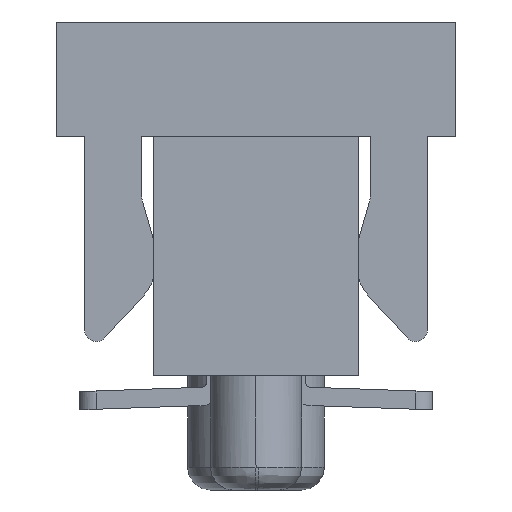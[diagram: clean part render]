
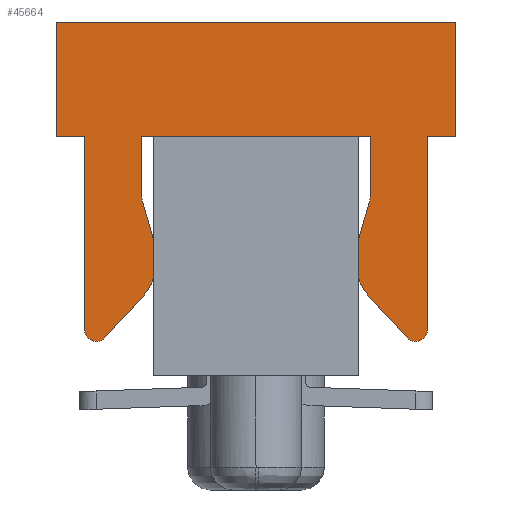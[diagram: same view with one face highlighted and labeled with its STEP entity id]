
A CAD part, left-side view. The second image highlights one B-rep face of the part: STEP entity #45664.
In plain terms, the highlighted planar face has unit normal (-1, 0, 0).
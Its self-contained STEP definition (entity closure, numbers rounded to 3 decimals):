
#45144=CARTESIAN_POINT('',(-3.,-1.75,2.05));
#45145=VERTEX_POINT('',#45144);
#45152=CARTESIAN_POINT('',(-3.,-1.75,1.05));
#45153=VERTEX_POINT('',#45152);
#45154=CARTESIAN_POINT('',(-3.,-1.75,2.05));
#45155=DIRECTION('',(0.,0.,-1.));
#45156=VECTOR('',#45155,1.);
#45157=LINE('',#45154,#45156);
#45158=EDGE_CURVE('',#45145,#45153,#45157,.T.);
#45174=CARTESIAN_POINT('',(-3.,-1.5,1.05));
#45175=VERTEX_POINT('',#45174);
#45176=CARTESIAN_POINT('',(-3.,-1.75,1.05));
#45177=DIRECTION('',(0.,1.,0.));
#45178=VECTOR('',#45177,0.25);
#45179=LINE('',#45176,#45178);
#45180=EDGE_CURVE('',#45153,#45175,#45179,.T.);
#45451=CARTESIAN_POINT('',(-3.,1.75,2.05));
#45452=VERTEX_POINT('',#45451);
#45459=CARTESIAN_POINT('',(-3.,1.75,2.05));
#45460=DIRECTION('',(0.,-1.,0.));
#45461=VECTOR('',#45460,3.5);
#45462=LINE('',#45459,#45461);
#45463=EDGE_CURVE('',#45452,#45145,#45462,.T.);
#45514=CARTESIAN_POINT('',(-3.,-1.75,-0.75));
#45515=DIRECTION('',(0.,0.,1.));
#45516=DIRECTION('',(-1.,0.,0.));
#45517=AXIS2_PLACEMENT_3D('',#45514,#45516,#45515);
#45518=PLANE('',#45517);
#45519=CARTESIAN_POINT('',(-3.,-1.,0.521));
#45520=VERTEX_POINT('',#45519);
#45521=CARTESIAN_POINT('',(-3.,-0.994,0.479));
#45522=VERTEX_POINT('',#45521);
#45523=CARTESIAN_POINT('',(-3.,-0.85,0.521));
#45524=DIRECTION('',(0.,-1.,0.));
#45525=DIRECTION('',(1.,0.,0.));
#45526=AXIS2_PLACEMENT_3D('',#45523,#45525,#45524);
#45527=CIRCLE('',#45526,0.15);
#45528=EDGE_CURVE('',#45520,#45522,#45527,.T.);
#45529=ORIENTED_EDGE('',*,*,#45528,.T.);
#45530=CARTESIAN_POINT('',(-3.,-0.888,0.108));
#45531=VERTEX_POINT('',#45530);
#45532=CARTESIAN_POINT('',(-3.,-0.994,0.479));
#45533=DIRECTION('',(0.,0.276,-0.961));
#45534=VECTOR('',#45533,0.386);
#45535=LINE('',#45532,#45534);
#45536=EDGE_CURVE('',#45522,#45531,#45535,.T.);
#45537=ORIENTED_EDGE('',*,*,#45536,.T.);
#45538=CARTESIAN_POINT('',(-3.,-1.003,-0.371));
#45539=VERTEX_POINT('',#45538);
#45540=CARTESIAN_POINT('',(-3.,-1.368,-0.03));
#45541=DIRECTION('',(0.,0.961,0.276));
#45542=DIRECTION('',(-1.,0.,0.));
#45543=AXIS2_PLACEMENT_3D('',#45540,#45542,#45541);
#45544=CIRCLE('',#45543,0.5);
#45545=EDGE_CURVE('',#45531,#45539,#45544,.T.);
#45546=ORIENTED_EDGE('',*,*,#45545,.T.);
#45547=CARTESIAN_POINT('',(-3.,-1.327,-0.718));
#45548=VERTEX_POINT('',#45547);
#45549=CARTESIAN_POINT('',(-3.,-1.003,-0.371));
#45550=DIRECTION('',(0.,-0.682,-0.731));
#45551=VECTOR('',#45550,0.475);
#45552=LINE('',#45549,#45551);
#45553=EDGE_CURVE('',#45539,#45548,#45552,.T.);
#45554=ORIENTED_EDGE('',*,*,#45553,.T.);
#45555=CARTESIAN_POINT('',(-3.,-1.5,-0.65));
#45556=VERTEX_POINT('',#45555);
#45557=CARTESIAN_POINT('',(-3.,-1.4,-0.65));
#45558=DIRECTION('',(0.,0.731,-0.682));
#45559=DIRECTION('',(-1.,0.,0.));
#45560=AXIS2_PLACEMENT_3D('',#45557,#45559,#45558);
#45561=CIRCLE('',#45560,0.1);
#45562=EDGE_CURVE('',#45548,#45556,#45561,.T.);
#45563=ORIENTED_EDGE('',*,*,#45562,.T.);
#45564=CARTESIAN_POINT('',(-3.,-1.5,-0.65));
#45565=DIRECTION('',(0.,0.,1.));
#45566=VECTOR('',#45565,1.7);
#45567=LINE('',#45564,#45566);
#45568=EDGE_CURVE('',#45556,#45175,#45567,.T.);
#45569=ORIENTED_EDGE('',*,*,#45568,.T.);
#45570=ORIENTED_EDGE('',*,*,#45180,.F.);
#45571=ORIENTED_EDGE('',*,*,#45158,.F.);
#45572=ORIENTED_EDGE('',*,*,#45463,.F.);
#45573=CARTESIAN_POINT('',(-3.,1.75,1.05));
#45574=VERTEX_POINT('',#45573);
#45575=CARTESIAN_POINT('',(-3.,1.75,2.05));
#45576=DIRECTION('',(0.,0.,-1.));
#45577=VECTOR('',#45576,1.);
#45578=LINE('',#45575,#45577);
#45579=EDGE_CURVE('',#45452,#45574,#45578,.T.);
#45580=ORIENTED_EDGE('',*,*,#45579,.T.);
#45581=CARTESIAN_POINT('',(-3.,1.5,1.05));
#45582=VERTEX_POINT('',#45581);
#45583=CARTESIAN_POINT('',(-3.,1.75,1.05));
#45584=DIRECTION('',(0.,-1.,0.));
#45585=VECTOR('',#45584,0.25);
#45586=LINE('',#45583,#45585);
#45587=EDGE_CURVE('',#45574,#45582,#45586,.T.);
#45588=ORIENTED_EDGE('',*,*,#45587,.T.);
#45589=CARTESIAN_POINT('',(-3.,1.5,-0.65));
#45590=VERTEX_POINT('',#45589);
#45591=CARTESIAN_POINT('',(-3.,1.5,1.05));
#45592=DIRECTION('',(0.,0.,-1.));
#45593=VECTOR('',#45592,1.7);
#45594=LINE('',#45591,#45593);
#45595=EDGE_CURVE('',#45582,#45590,#45594,.T.);
#45596=ORIENTED_EDGE('',*,*,#45595,.T.);
#45597=CARTESIAN_POINT('',(-3.,1.327,-0.718));
#45598=VERTEX_POINT('',#45597);
#45599=CARTESIAN_POINT('',(-3.,1.4,-0.65));
#45600=DIRECTION('',(0.,1.,0.));
#45601=DIRECTION('',(-1.,0.,0.));
#45602=AXIS2_PLACEMENT_3D('',#45599,#45601,#45600);
#45603=CIRCLE('',#45602,0.1);
#45604=EDGE_CURVE('',#45590,#45598,#45603,.T.);
#45605=ORIENTED_EDGE('',*,*,#45604,.T.);
#45606=CARTESIAN_POINT('',(-3.,1.003,-0.371));
#45607=VERTEX_POINT('',#45606);
#45608=CARTESIAN_POINT('',(-3.,1.327,-0.718));
#45609=DIRECTION('',(0.,-0.682,0.731));
#45610=VECTOR('',#45609,0.475);
#45611=LINE('',#45608,#45610);
#45612=EDGE_CURVE('',#45598,#45607,#45611,.T.);
#45613=ORIENTED_EDGE('',*,*,#45612,.T.);
#45614=CARTESIAN_POINT('',(-3.,0.888,0.108));
#45615=VERTEX_POINT('',#45614);
#45616=CARTESIAN_POINT('',(-3.,1.368,-0.03));
#45617=DIRECTION('',(0.,-0.731,-0.682));
#45618=DIRECTION('',(-1.,0.,0.));
#45619=AXIS2_PLACEMENT_3D('',#45616,#45618,#45617);
#45620=CIRCLE('',#45619,0.5);
#45621=EDGE_CURVE('',#45607,#45615,#45620,.T.);
#45622=ORIENTED_EDGE('',*,*,#45621,.T.);
#45623=CARTESIAN_POINT('',(-3.,0.994,0.479));
#45624=VERTEX_POINT('',#45623);
#45625=CARTESIAN_POINT('',(-3.,0.888,0.108));
#45626=DIRECTION('',(0.,0.276,0.961));
#45627=VECTOR('',#45626,0.386);
#45628=LINE('',#45625,#45627);
#45629=EDGE_CURVE('',#45615,#45624,#45628,.T.);
#45630=ORIENTED_EDGE('',*,*,#45629,.T.);
#45631=CARTESIAN_POINT('',(-3.,1.,0.521));
#45632=VERTEX_POINT('',#45631);
#45633=CARTESIAN_POINT('',(-3.,0.85,0.521));
#45634=DIRECTION('',(0.,0.961,-0.276));
#45635=DIRECTION('',(1.,0.,0.));
#45636=AXIS2_PLACEMENT_3D('',#45633,#45635,#45634);
#45637=CIRCLE('',#45636,0.15);
#45638=EDGE_CURVE('',#45624,#45632,#45637,.T.);
#45639=ORIENTED_EDGE('',*,*,#45638,.T.);
#45640=CARTESIAN_POINT('',(-3.,1.,1.05));
#45641=VERTEX_POINT('',#45640);
#45642=CARTESIAN_POINT('',(-3.,1.,0.521));
#45643=DIRECTION('',(0.,0.,1.));
#45644=VECTOR('',#45643,0.529);
#45645=LINE('',#45642,#45644);
#45646=EDGE_CURVE('',#45632,#45641,#45645,.T.);
#45647=ORIENTED_EDGE('',*,*,#45646,.T.);
#45648=CARTESIAN_POINT('',(-3.,-1.,1.05));
#45649=VERTEX_POINT('',#45648);
#45650=CARTESIAN_POINT('',(-3.,1.,1.05));
#45651=DIRECTION('',(0.,-1.,0.));
#45652=VECTOR('',#45651,2.);
#45653=LINE('',#45650,#45652);
#45654=EDGE_CURVE('',#45641,#45649,#45653,.T.);
#45655=ORIENTED_EDGE('',*,*,#45654,.T.);
#45656=CARTESIAN_POINT('',(-3.,-1.,1.05));
#45657=DIRECTION('',(0.,0.,-1.));
#45658=VECTOR('',#45657,0.529);
#45659=LINE('',#45656,#45658);
#45660=EDGE_CURVE('',#45649,#45520,#45659,.T.);
#45661=ORIENTED_EDGE('',*,*,#45660,.T.);
#45662=EDGE_LOOP('',(#45529,#45537,#45546,#45554,#45563,#45569,#45570,#45571,#45572,#45580,#45588,#45596,#45605,#45613,#45622,#45630,#45639,#45647,#45655,#45661));
#45663=FACE_OUTER_BOUND('',#45662,.T.);
#45664=ADVANCED_FACE('',(#45663),#45518,.T.);
